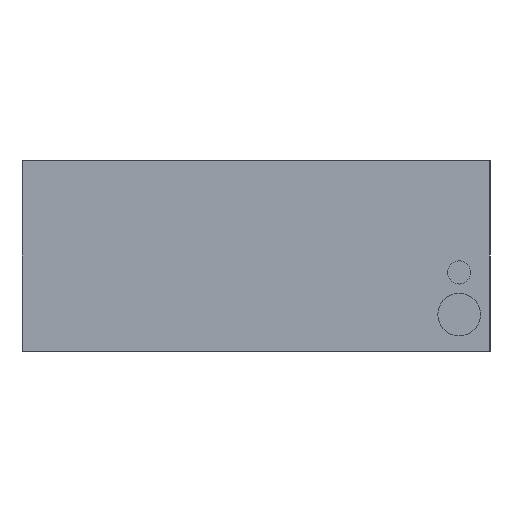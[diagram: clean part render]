
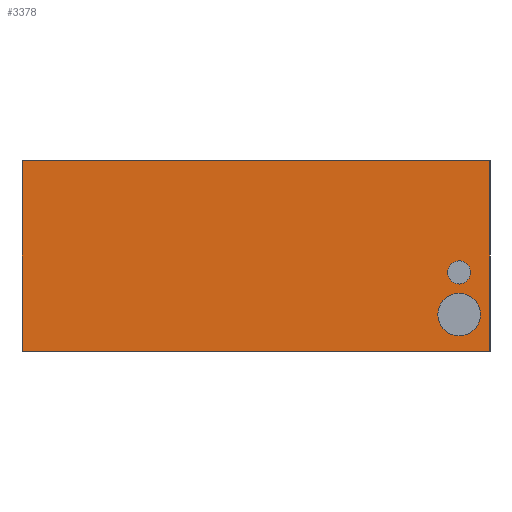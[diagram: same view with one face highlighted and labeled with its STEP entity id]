
A CAD part, left-side view. The second image highlights one B-rep face of the part: STEP entity #3378.
In plain terms, the highlighted planar face has unit normal (-1, 0, 0).
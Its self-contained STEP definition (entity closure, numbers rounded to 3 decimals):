
#48 = VERTEX_POINT ( 'NONE', #255 ) ;
#70 = DIRECTION ( 'NONE',  ( 0., -1., 0. ) ) ;
#153 = VECTOR ( 'NONE', #441, 1000. ) ;
#232 = CIRCLE ( 'NONE', #2116, 3. ) ;
#255 = CARTESIAN_POINT ( 'NONE',  ( -182., 60.5, 49.3 ) ) ;
#263 = AXIS2_PLACEMENT_3D ( 'NONE', #2828, #2784, #4048 ) ;
#436 = DIRECTION ( 'NONE',  ( 0., -1., 0. ) ) ;
#441 = DIRECTION ( 'NONE',  ( 0., 0., -1. ) ) ;
#467 = AXIS2_PLACEMENT_3D ( 'NONE', #4021, #4004, #4039 ) ;
#477 = EDGE_CURVE ( 'NONE', #1927, #2348, #232, .T. ) ;
#558 = CARTESIAN_POINT ( 'NONE',  ( -182., 60.5, 49.3 ) ) ;
#559 = ORIENTED_EDGE ( 'NONE', *, *, #3680, .T. ) ;
#591 = CIRCLE ( 'NONE', #467, 5.5 ) ;
#603 = DIRECTION ( 'NONE',  ( 0., 1., 0. ) ) ;
#646 = CARTESIAN_POINT ( 'NONE',  ( -182., 60.5, 49.3 ) ) ;
#743 = EDGE_LOOP ( 'NONE', ( #4074, #2823 ) ) ;
#870 = PLANE ( 'NONE',  #1558 ) ;
#1087 = CARTESIAN_POINT ( 'NONE',  ( -182., 60.5, 0. ) ) ;
#1096 = VERTEX_POINT ( 'NONE', #1125 ) ;
#1123 = ORIENTED_EDGE ( 'NONE', *, *, #3185, .F. ) ;
#1125 = CARTESIAN_POINT ( 'NONE',  ( -182., -52.5, 4. ) ) ;
#1165 = CIRCLE ( 'NONE', #2963, 5.5 ) ;
#1214 = DIRECTION ( 'NONE',  ( 1., 0., 0. ) ) ;
#1245 = EDGE_CURVE ( 'NONE', #48, #2744, #1249, .T. ) ;
#1249 = LINE ( 'NONE', #1586, #1528 ) ;
#1383 = LINE ( 'NONE', #1087, #3090 ) ;
#1432 = VERTEX_POINT ( 'NONE', #3248 ) ;
#1528 = VECTOR ( 'NONE', #2476, 1000. ) ;
#1550 = FACE_BOUND ( 'NONE', #3490, .T. ) ;
#1558 = AXIS2_PLACEMENT_3D ( 'NONE', #558, #1214, #2444 ) ;
#1586 = CARTESIAN_POINT ( 'NONE',  ( -182., 60.5, 49.3 ) ) ;
#1593 = VERTEX_POINT ( 'NONE', #3620 ) ;
#1723 = EDGE_LOOP ( 'NONE', ( #559, #1123, #2188, #3187 ) ) ;
#1734 = CARTESIAN_POINT ( 'NONE',  ( -182., 60.5, 0. ) ) ;
#1847 = EDGE_CURVE ( 'NONE', #1096, #1432, #1165, .T. ) ;
#1927 = VERTEX_POINT ( 'NONE', #2725 ) ;
#1978 = CARTESIAN_POINT ( 'NONE',  ( -182., -52.5, 9.5 ) ) ;
#2054 = LINE ( 'NONE', #646, #3339 ) ;
#2116 = AXIS2_PLACEMENT_3D ( 'NONE', #2508, #3461, #603 ) ;
#2123 = FACE_BOUND ( 'NONE', #743, .T. ) ;
#2186 = EDGE_CURVE ( 'NONE', #2348, #1927, #2209, .T. ) ;
#2188 = ORIENTED_EDGE ( 'NONE', *, *, #2314, .F. ) ;
#2209 = CIRCLE ( 'NONE', #263, 3. ) ;
#2305 = DIRECTION ( 'NONE',  ( 0., 1., 0. ) ) ;
#2314 = EDGE_CURVE ( 'NONE', #48, #1593, #2054, .T. ) ;
#2348 = VERTEX_POINT ( 'NONE', #3181 ) ;
#2385 = EDGE_CURVE ( 'NONE', #1432, #1096, #591, .T. ) ;
#2444 = DIRECTION ( 'NONE',  ( 0., 1., 0. ) ) ;
#2453 = ORIENTED_EDGE ( 'NONE', *, *, #1847, .F. ) ;
#2476 = DIRECTION ( 'NONE',  ( 0., 0., -1. ) ) ;
#2479 = VERTEX_POINT ( 'NONE', #3054 ) ;
#2508 = CARTESIAN_POINT ( 'NONE',  ( -182., -52.5, 20.4 ) ) ;
#2564 = ORIENTED_EDGE ( 'NONE', *, *, #2385, .F. ) ;
#2616 = DIRECTION ( 'NONE',  ( -1., 0., 0. ) ) ;
#2707 = LINE ( 'NONE', #3589, #153 ) ;
#2725 = CARTESIAN_POINT ( 'NONE',  ( -182., -52.5, 23.4 ) ) ;
#2744 = VERTEX_POINT ( 'NONE', #1734 ) ;
#2784 = DIRECTION ( 'NONE',  ( -1., 0., 0. ) ) ;
#2823 = ORIENTED_EDGE ( 'NONE', *, *, #477, .F. ) ;
#2828 = CARTESIAN_POINT ( 'NONE',  ( -182., -52.5, 20.4 ) ) ;
#2963 = AXIS2_PLACEMENT_3D ( 'NONE', #1978, #2616, #2305 ) ;
#3054 = CARTESIAN_POINT ( 'NONE',  ( -182., -60.5, 0. ) ) ;
#3090 = VECTOR ( 'NONE', #70, 1000. ) ;
#3181 = CARTESIAN_POINT ( 'NONE',  ( -182., -52.5, 17.4 ) ) ;
#3185 = EDGE_CURVE ( 'NONE', #1593, #2479, #2707, .T. ) ;
#3187 = ORIENTED_EDGE ( 'NONE', *, *, #1245, .T. ) ;
#3248 = CARTESIAN_POINT ( 'NONE',  ( -182., -52.5, 15. ) ) ;
#3339 = VECTOR ( 'NONE', #436, 1000. ) ;
#3378 = ADVANCED_FACE ( 'NONE', ( #2123, #1550, #4067 ), #870, .F. ) ;
#3461 = DIRECTION ( 'NONE',  ( -1., 0., 0. ) ) ;
#3490 = EDGE_LOOP ( 'NONE', ( #2453, #2564 ) ) ;
#3589 = CARTESIAN_POINT ( 'NONE',  ( -182., -60.5, 49.3 ) ) ;
#3620 = CARTESIAN_POINT ( 'NONE',  ( -182., -60.5, 49.3 ) ) ;
#3680 = EDGE_CURVE ( 'NONE', #2744, #2479, #1383, .T. ) ;
#4004 = DIRECTION ( 'NONE',  ( -1., 0., 0. ) ) ;
#4021 = CARTESIAN_POINT ( 'NONE',  ( -182., -52.5, 9.5 ) ) ;
#4039 = DIRECTION ( 'NONE',  ( 0., 1., 0. ) ) ;
#4048 = DIRECTION ( 'NONE',  ( 0., 1., 0. ) ) ;
#4067 = FACE_OUTER_BOUND ( 'NONE', #1723, .T. ) ;
#4074 = ORIENTED_EDGE ( 'NONE', *, *, #2186, .F. ) ;
